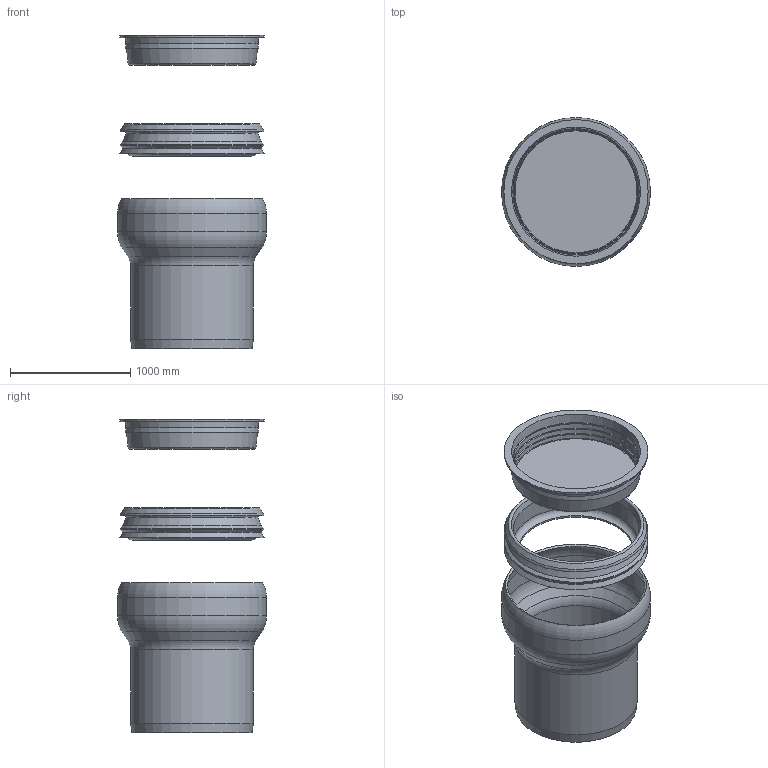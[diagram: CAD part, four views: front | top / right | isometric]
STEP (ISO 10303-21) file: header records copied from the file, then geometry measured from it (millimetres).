
FILE_DESCRIPTION(/* description */ (''),/* implementation_level */ '2;1');
FILE_NAME(/* name */ '00305.100X_3D.stp',/* time_stamp */ '2025-05-07T07:00:56+02:00',/* author */ ('N.Hausmann'),/* organization */ (''),/* preprocessor_version */ 'ST-DEVELOPER v20',/* originating_system */ 'AutoCAD Mechanical',/* authorisation */ '');
FILE_SCHEMA (('AUTOMOTIVE_DESIGN { 1 0 10303 214 3 1 1 }'));
Length unit declared in the file: centimetre
Products named in the file (2): Product; *S2
Assembly tree (1 placements, depth 2):
  Product
    *S2
Bounding box: 1240 x 1240 x 2609 mm (x, y, z)
Volume: 168744135.4 mm3; surface area: 15290614.2 mm2
Topology: 3 solids, 3 shells, 56 faces, 129 edges, 83 vertices
Faces by surface type: cone 20, torus 17, plane 10, cylinder 9
Full cylindrical faces by diameter (mm): 950 x1, 980 x1, 1020 x1, 1050 x1, 1155 x1, 1195 x1, 1200 x2, 1240 x1
Entity records: 1699 total; most frequent: DIRECTION 347, CARTESIAN_POINT 271, ORIENTED_EDGE 258, AXIS2_PLACEMENT_3D 159, EDGE_CURVE 129, CIRCLE 100, VERTEX_POINT 83, EDGE_LOOP 64
